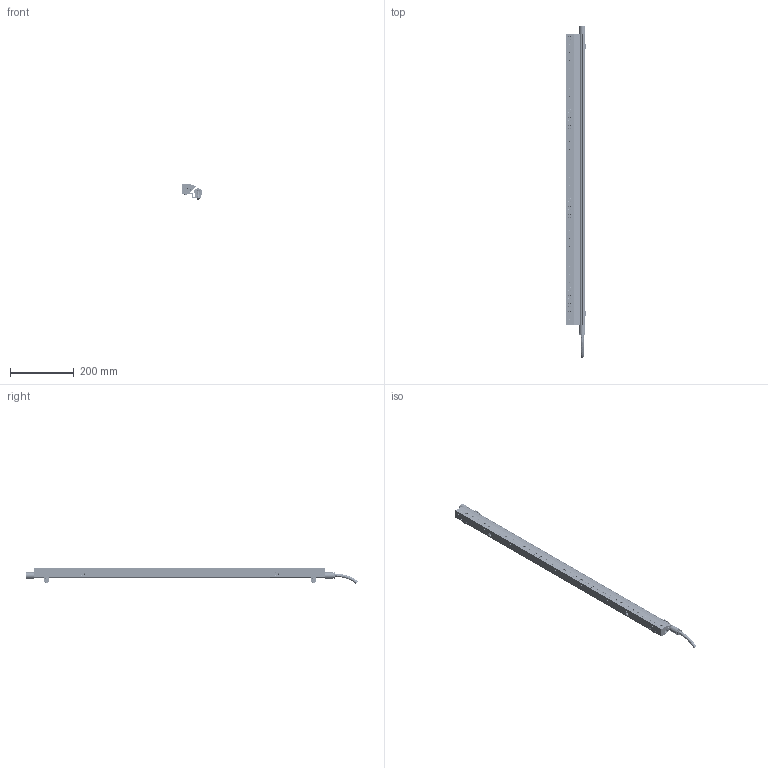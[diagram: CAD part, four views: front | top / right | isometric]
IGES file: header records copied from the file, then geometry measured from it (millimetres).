
Start section: START RECORD GO HERE.
Global section: file name: 15036-X_Mod.igs; native system: DASSAULT SYSTEMES CATIA V5 R20 - www.3ds.com; preprocessor: CATIA Version 5 Release 20 ; author: DESIGNENG; organization: DESIGNENG; date: 20150505.151745; units: millimetre
Bounding box: 63.1 x 1042.51 x 49.85 mm (x, y, z)
Volume: 1133200.7 mm3; surface area: 235299.8 mm2
Topology: 6 solids, 6 shells, 5240 faces, 13580 edges, 8607 vertices
Faces by surface type: bspline 2518, revolution 1619, plane 851, extrusion 252
